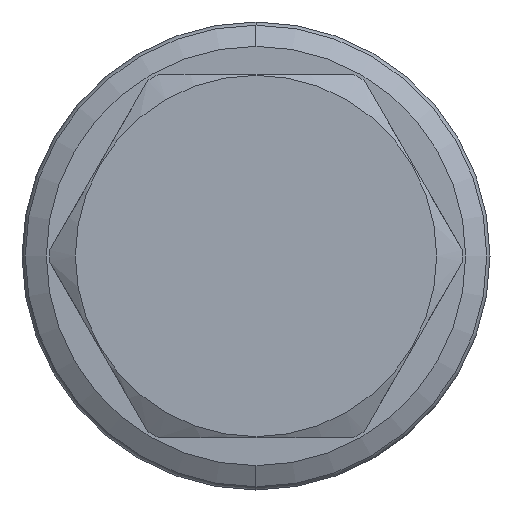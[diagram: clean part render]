
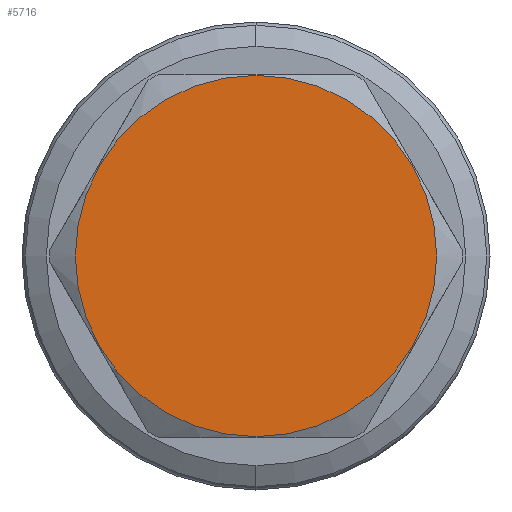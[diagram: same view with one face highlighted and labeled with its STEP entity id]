
A CAD part, left-side view. The second image highlights one B-rep face of the part: STEP entity #5716.
In plain terms, the highlighted planar face has unit normal (-1, 0, 0).
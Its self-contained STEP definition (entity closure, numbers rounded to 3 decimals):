
#50 = FACE_OUTER_BOUND ( 'NONE', #7574, .T. ) ;
#1607 = EDGE_CURVE ( 'NONE', #14297, #14432, #2158, .T. ) ;
#1991 = CIRCLE ( 'NONE', #3826, 20.5 ) ;
#2158 = CIRCLE ( 'NONE', #14075, 20.5 ) ;
#2459 = ORIENTED_EDGE ( 'NONE', *, *, #1607, .T. ) ;
#2641 = ORIENTED_EDGE ( 'NONE', *, *, #2987, .T. ) ;
#2987 = EDGE_CURVE ( 'NONE', #14432, #14297, #1991, .T. ) ;
#3826 = AXIS2_PLACEMENT_3D ( 'NONE', #9791, #9792, #9793 ) ;
#4309 = AXIS2_PLACEMENT_3D ( 'NONE', #10621, #10626, #10627 ) ;
#5266 = DIRECTION ( 'NONE',  ( 0., 0., 1. ) ) ;
#5267 = DIRECTION ( 'NONE',  ( -1., 0., 0. ) ) ;
#5268 = CARTESIAN_POINT ( 'NONE',  ( -100.432, 11.323, 0. ) ) ;
#5716 = ADVANCED_FACE ( 'NONE', ( #50 ), #10622, .F. ) ;
#7574 = EDGE_LOOP ( 'NONE', ( #2641, #2459 ) ) ;
#9791 = CARTESIAN_POINT ( 'NONE',  ( -100.432, 11.323, 0. ) ) ;
#9792 = DIRECTION ( 'NONE',  ( -1., 0., 0. ) ) ;
#9793 = DIRECTION ( 'NONE',  ( 0., 0., 1. ) ) ;
#10621 = CARTESIAN_POINT ( 'NONE',  ( -100.432, 47.003, 20.6 ) ) ;
#10622 = PLANE ( 'NONE',  #4309 ) ;
#10626 = DIRECTION ( 'NONE',  ( 1., 0., 0. ) ) ;
#10627 = DIRECTION ( 'NONE',  ( 0., 0., -1. ) ) ;
#13665 = CARTESIAN_POINT ( 'NONE',  ( -100.432, 11.323, 20.5 ) ) ;
#13800 = CARTESIAN_POINT ( 'NONE',  ( -100.432, 11.323, -20.5 ) ) ;
#14075 = AXIS2_PLACEMENT_3D ( 'NONE', #5268, #5267, #5266 ) ;
#14297 = VERTEX_POINT ( 'NONE', #13665 ) ;
#14432 = VERTEX_POINT ( 'NONE', #13800 ) ;
